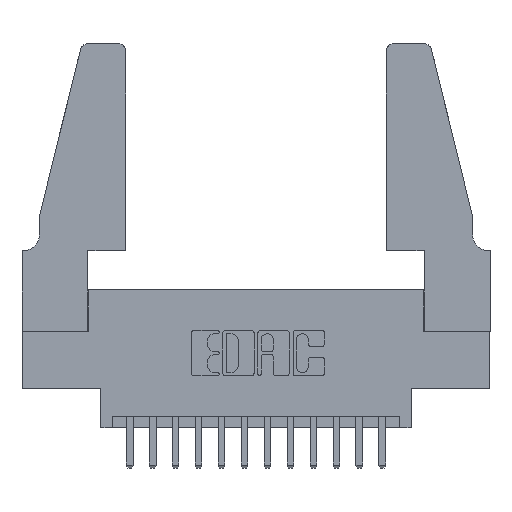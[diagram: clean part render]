
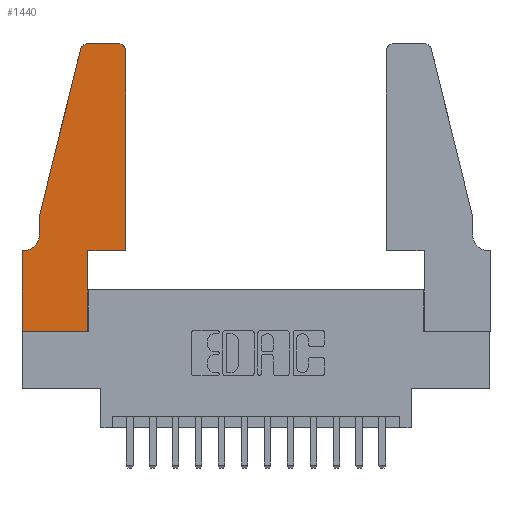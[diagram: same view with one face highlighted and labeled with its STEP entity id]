
A CAD part, top view. The second image highlights one B-rep face of the part: STEP entity #1440.
In plain terms, the highlighted planar face has unit normal (0, 0, 1).
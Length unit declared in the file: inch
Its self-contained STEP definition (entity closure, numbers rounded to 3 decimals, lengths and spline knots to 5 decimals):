
#572 = ORIENTED_EDGE ( 'NONE', *, *, #3304, .T. ) ;
#652 = ORIENTED_EDGE ( 'NONE', *, *, #8504, .T. ) ;
#752 = AXIS2_PLACEMENT_3D ( 'NONE', #11119, #1277, #12078 ) ;
#789 = DIRECTION ( 'NONE',  ( 0., 1., 0. ) ) ;
#878 = AXIS2_PLACEMENT_3D ( 'NONE', #6627, #6677, #1856 ) ;
#1079 = CARTESIAN_POINT ( 'NONE',  ( 0.25487, 1.22718, 0.37 ) ) ;
#1277 = DIRECTION ( 'NONE',  ( 0., 0., 1. ) ) ;
#1439 = DIRECTION ( 'NONE',  ( 1., 0., 0. ) ) ;
#1440 = ADVANCED_FACE ( 'NONE', ( #10429 ), #3547, .T. ) ;
#1856 = DIRECTION ( 'NONE',  ( -1., 0., 0. ) ) ;
#1873 = VECTOR ( 'NONE', #12381, 39.37008 ) ;
#2005 = CARTESIAN_POINT ( 'NONE',  ( 0.0755, 0.5, 0.37 ) ) ;
#2050 = VECTOR ( 'NONE', #9491, 39.37008 ) ;
#2115 = VECTOR ( 'NONE', #8040, 39.37008 ) ;
#2251 = VECTOR ( 'NONE', #789, 39.37008 ) ;
#2447 = VECTOR ( 'NONE', #15506, 39.37008 ) ;
#2534 = VERTEX_POINT ( 'NONE', #2720 ) ;
#2720 = CARTESIAN_POINT ( 'NONE',  ( 0.4205, 1.25, 0.37 ) ) ;
#2740 = DIRECTION ( 'NONE',  ( 1., 0., 0. ) ) ;
#2938 = DIRECTION ( 'NONE',  ( 0., 1., 0. ) ) ;
#3237 = VERTEX_POINT ( 'NONE', #7719 ) ;
#3283 = CARTESIAN_POINT ( 'NONE',  ( 0.2865, 0.35, 0.37 ) ) ;
#3304 = EDGE_CURVE ( 'NONE', #5683, #11459, #14632, .T. ) ;
#3512 = DIRECTION ( 'NONE',  ( -0.239, -0.971, 0. ) ) ;
#3547 = PLANE ( 'NONE',  #7294 ) ;
#3636 = EDGE_CURVE ( 'NONE', #13057, #9502, #4668, .T. ) ;
#3738 = CIRCLE ( 'NONE', #878, 0.07 ) ;
#3953 = DIRECTION ( 'NONE',  ( 0., 0., 1. ) ) ;
#4053 = VERTEX_POINT ( 'NONE', #14215 ) ;
#4308 = CARTESIAN_POINT ( 'NONE',  ( 0.0055, 0.35, 0.37 ) ) ;
#4668 = LINE ( 'NONE', #6031, #7209 ) ;
#5382 = CARTESIAN_POINT ( 'NONE',  ( 0.0755, 0.5, 0.37 ) ) ;
#5665 = ORIENTED_EDGE ( 'NONE', *, *, #15078, .T. ) ;
#5683 = VERTEX_POINT ( 'NONE', #9579 ) ;
#5687 = ORIENTED_EDGE ( 'NONE', *, *, #12540, .T. ) ;
#5920 = LINE ( 'NONE', #3283, #2251 ) ;
#5926 = CARTESIAN_POINT ( 'NONE',  ( 0.2865, 0., 0.37 ) ) ;
#6015 = CARTESIAN_POINT ( 'NONE',  ( 0.2605, 1.25, 0.37 ) ) ;
#6031 = CARTESIAN_POINT ( 'NONE',  ( 0.0755, 0.5, 0.37 ) ) ;
#6191 = VECTOR ( 'NONE', #3512, 39.37008 ) ;
#6255 = VERTEX_POINT ( 'NONE', #4308 ) ;
#6321 = EDGE_CURVE ( 'NONE', #10305, #4053, #10317, .T. ) ;
#6627 = CARTESIAN_POINT ( 'NONE',  ( 0.0055, 0.42, 0.37 ) ) ;
#6636 = EDGE_CURVE ( 'NONE', #10895, #8300, #5920, .T. ) ;
#6677 = DIRECTION ( 'NONE',  ( 0., 0., -1. ) ) ;
#7164 = CIRCLE ( 'NONE', #752, 0.03 ) ;
#7209 = VECTOR ( 'NONE', #15748, 39.37008 ) ;
#7294 = AXIS2_PLACEMENT_3D ( 'NONE', #14805, #3953, #1439 ) ;
#7478 = CARTESIAN_POINT ( 'NONE',  ( 0., 0., 0.37 ) ) ;
#7588 = VERTEX_POINT ( 'NONE', #12271 ) ;
#7604 = ORIENTED_EDGE ( 'NONE', *, *, #3636, .T. ) ;
#7719 = CARTESIAN_POINT ( 'NONE',  ( 0.4505, 1.22, 0.37 ) ) ;
#7880 = CARTESIAN_POINT ( 'NONE',  ( 0., 0.35, 0.37 ) ) ;
#8040 = DIRECTION ( 'NONE',  ( -1., 0., 0. ) ) ;
#8041 = CARTESIAN_POINT ( 'NONE',  ( 0.4505, 0.35, 0.37 ) ) ;
#8300 = VERTEX_POINT ( 'NONE', #15360 ) ;
#8426 = ORIENTED_EDGE ( 'NONE', *, *, #15403, .T. ) ;
#8504 = EDGE_CURVE ( 'NONE', #2534, #5683, #12908, .T. ) ;
#8941 = DIRECTION ( 'NONE',  ( 0., 0., 1. ) ) ;
#9040 = CARTESIAN_POINT ( 'NONE',  ( 0.4505, 0.35, 0.37 ) ) ;
#9193 = ORIENTED_EDGE ( 'NONE', *, *, #10590, .T. ) ;
#9491 = DIRECTION ( 'NONE',  ( 1., 0., 0. ) ) ;
#9502 = VERTEX_POINT ( 'NONE', #15862 ) ;
#9560 = ORIENTED_EDGE ( 'NONE', *, *, #6321, .T. ) ;
#9579 = CARTESIAN_POINT ( 'NONE',  ( 0.284, 1.25, 0.37 ) ) ;
#9682 = DIRECTION ( 'NONE',  ( -1., 0., 0. ) ) ;
#10047 = AXIS2_PLACEMENT_3D ( 'NONE', #12576, #8941, #2740 ) ;
#10074 = ORIENTED_EDGE ( 'NONE', *, *, #15431, .T. ) ;
#10305 = VERTEX_POINT ( 'NONE', #7880 ) ;
#10317 = LINE ( 'NONE', #7478, #1873 ) ;
#10429 = FACE_OUTER_BOUND ( 'NONE', #12300, .T. ) ;
#10590 = EDGE_CURVE ( 'NONE', #9502, #6255, #3738, .T. ) ;
#10846 = ORIENTED_EDGE ( 'NONE', *, *, #6636, .T. ) ;
#10895 = VERTEX_POINT ( 'NONE', #5926 ) ;
#10940 = LINE ( 'NONE', #11274, #2115 ) ;
#11119 = CARTESIAN_POINT ( 'NONE',  ( 0.4205, 1.22, 0.37 ) ) ;
#11274 = CARTESIAN_POINT ( 'NONE',  ( 0.0755, 0.35, 0.37 ) ) ;
#11318 = ORIENTED_EDGE ( 'NONE', *, *, #12740, .T. ) ;
#11459 = VERTEX_POINT ( 'NONE', #1079 ) ;
#12078 = DIRECTION ( 'NONE',  ( 1., 0., 0. ) ) ;
#12081 = LINE ( 'NONE', #9040, #14757 ) ;
#12271 = CARTESIAN_POINT ( 'NONE',  ( 0.4505, 0.35, 0.37 ) ) ;
#12300 = EDGE_LOOP ( 'NONE', ( #652, #572, #11318, #7604, #9193, #13551, #9560, #5665, #10846, #10074, #5687, #8426 ) ) ;
#12381 = DIRECTION ( 'NONE',  ( 0., -1., 0. ) ) ;
#12540 = EDGE_CURVE ( 'NONE', #7588, #3237, #12081, .T. ) ;
#12576 = CARTESIAN_POINT ( 'NONE',  ( 0.284, 1.22, 0.37 ) ) ;
#12740 = EDGE_CURVE ( 'NONE', #11459, #13057, #13032, .T. ) ;
#12908 = LINE ( 'NONE', #6015, #14254 ) ;
#13032 = LINE ( 'NONE', #5382, #6191 ) ;
#13057 = VERTEX_POINT ( 'NONE', #2005 ) ;
#13465 = EDGE_CURVE ( 'NONE', #6255, #10305, #10940, .T. ) ;
#13551 = ORIENTED_EDGE ( 'NONE', *, *, #13465, .T. ) ;
#14215 = CARTESIAN_POINT ( 'NONE',  ( 0., 0., 0.37 ) ) ;
#14254 = VECTOR ( 'NONE', #9682, 39.37008 ) ;
#14632 = CIRCLE ( 'NONE', #10047, 0.03 ) ;
#14757 = VECTOR ( 'NONE', #2938, 39.37008 ) ;
#14805 = CARTESIAN_POINT ( 'NONE',  ( 0., 0.35, 0.37 ) ) ;
#15078 = EDGE_CURVE ( 'NONE', #4053, #10895, #15281, .T. ) ;
#15281 = LINE ( 'NONE', #15752, #2050 ) ;
#15302 = LINE ( 'NONE', #8041, #2447 ) ;
#15360 = CARTESIAN_POINT ( 'NONE',  ( 0.2865, 0.35, 0.37 ) ) ;
#15403 = EDGE_CURVE ( 'NONE', #3237, #2534, #7164, .T. ) ;
#15431 = EDGE_CURVE ( 'NONE', #8300, #7588, #15302, .T. ) ;
#15506 = DIRECTION ( 'NONE',  ( 1., 0., 0. ) ) ;
#15748 = DIRECTION ( 'NONE',  ( 0., -1., 0. ) ) ;
#15752 = CARTESIAN_POINT ( 'NONE',  ( 0., 0., 0.37 ) ) ;
#15862 = CARTESIAN_POINT ( 'NONE',  ( 0.0755, 0.42, 0.37 ) ) ;
